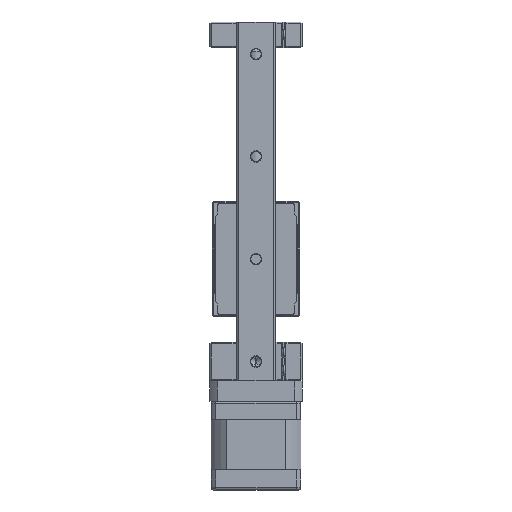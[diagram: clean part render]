
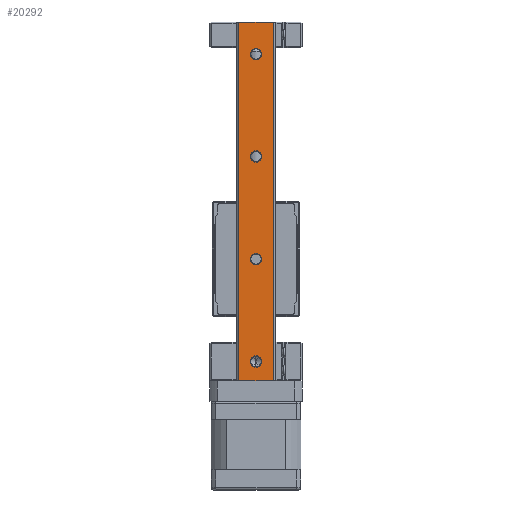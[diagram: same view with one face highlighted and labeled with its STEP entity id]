
A CAD part, front view. The second image highlights one B-rep face of the part: STEP entity #20292.
In plain terms, the highlighted planar face has unit normal (0, -1, 0).
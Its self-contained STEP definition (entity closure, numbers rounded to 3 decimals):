
#9 = ORIENTED_EDGE ( 'NONE', *, *, #22836, .T. ) ;
#168 = AXIS2_PLACEMENT_3D ( 'NONE', #41755, #13906, #46424 ) ;
#1805 = VERTEX_POINT ( 'NONE', #54615 ) ;
#2459 = ORIENTED_EDGE ( 'NONE', *, *, #39092, .F. ) ;
#2540 = LINE ( 'NONE', #25964, #17909 ) ;
#3027 = EDGE_CURVE ( 'NONE', #30517, #44441, #26627, .T. ) ;
#3039 = VERTEX_POINT ( 'NONE', #55719 ) ;
#3277 = VERTEX_POINT ( 'NONE', #42990 ) ;
#3367 = ORIENTED_EDGE ( 'NONE', *, *, #60230, .T. ) ;
#3778 = VERTEX_POINT ( 'NONE', #51652 ) ;
#3905 = CARTESIAN_POINT ( 'NONE',  ( 1.082, -17.885, 116. ) ) ;
#4534 = EDGE_CURVE ( 'NONE', #23868, #39513, #12766, .T. ) ;
#4988 = CARTESIAN_POINT ( 'NONE',  ( 1.082, -17.885, 116. ) ) ;
#5717 = CARTESIAN_POINT ( 'NONE',  ( 1.082, -17.885, 36. ) ) ;
#7392 = VERTEX_POINT ( 'NONE', #9997 ) ;
#8609 = DIRECTION ( 'NONE',  ( 1., 0., 0. ) ) ;
#9058 = DIRECTION ( 'NONE',  ( 0., 1., 0. ) ) ;
#9665 = DIRECTION ( 'NONE',  ( 1., 0., 0. ) ) ;
#9914 = LINE ( 'NONE', #57395, #44171 ) ;
#9997 = CARTESIAN_POINT ( 'NONE',  ( -1.168, -17.885, 116. ) ) ;
#10399 = DIRECTION ( 'NONE',  ( 1., 0., 0. ) ) ;
#10457 = ORIENTED_EDGE ( 'NONE', *, *, #47582, .T. ) ;
#10688 = EDGE_CURVE ( 'NONE', #16220, #1805, #9914, .T. ) ;
#11271 = FACE_BOUND ( 'NONE', #32738, .T. ) ;
#12670 = VECTOR ( 'NONE', #59261, 1000. ) ;
#12766 = LINE ( 'NONE', #19365, #36034 ) ;
#13906 = DIRECTION ( 'NONE',  ( 0., 1., 0. ) ) ;
#14497 = ORIENTED_EDGE ( 'NONE', *, *, #56008, .T. ) ;
#15037 = CARTESIAN_POINT ( 'NONE',  ( 1.082, -17.885, 156. ) ) ;
#15644 = CARTESIAN_POINT ( 'NONE',  ( 1.082, -17.885, 156. ) ) ;
#16220 = VERTEX_POINT ( 'NONE', #58438 ) ;
#17909 = VECTOR ( 'NONE', #58590, 1000. ) ;
#18390 = CARTESIAN_POINT ( 'NONE',  ( -1.168, -17.885, 156. ) ) ;
#18505 = AXIS2_PLACEMENT_3D ( 'NONE', #24328, #56951, #28997 ) ;
#18757 = CARTESIAN_POINT ( 'NONE',  ( 7.782, -17.885, 168.5 ) ) ;
#19166 = EDGE_CURVE ( 'NONE', #44441, #30517, #30316, .T. ) ;
#19217 = EDGE_LOOP ( 'NONE', ( #54068, #30548 ) ) ;
#19365 = CARTESIAN_POINT ( 'NONE',  ( -5.618, -17.885, 168.5 ) ) ;
#19727 = DIRECTION ( 'NONE',  ( 1., 0., 0. ) ) ;
#20034 = CARTESIAN_POINT ( 'NONE',  ( -5.618, -17.885, 168.5 ) ) ;
#20292 = ADVANCED_FACE ( 'NONE', ( #34562, #48421, #22227, #11271, #57935 ), #46509, .T. ) ;
#20294 = DIRECTION ( 'NONE',  ( 1., 0., 0. ) ) ;
#21154 = ORIENTED_EDGE ( 'NONE', *, *, #3027, .T. ) ;
#21965 = CARTESIAN_POINT ( 'NONE',  ( -5.618, -17.885, 168.5 ) ) ;
#22227 = FACE_OUTER_BOUND ( 'NONE', #28914, .T. ) ;
#22423 = ORIENTED_EDGE ( 'NONE', *, *, #19166, .T. ) ;
#22836 = EDGE_CURVE ( 'NONE', #7392, #3039, #54145, .T. ) ;
#23321 = DIRECTION ( 'NONE',  ( -1., 0., 0. ) ) ;
#23868 = VERTEX_POINT ( 'NONE', #18757 ) ;
#24281 = ORIENTED_EDGE ( 'NONE', *, *, #31210, .T. ) ;
#24328 = CARTESIAN_POINT ( 'NONE',  ( 1.082, -17.885, 76. ) ) ;
#24415 = AXIS2_PLACEMENT_3D ( 'NONE', #5717, #38260, #10399 ) ;
#25312 = EDGE_LOOP ( 'NONE', ( #3367, #10457 ) ) ;
#25964 = CARTESIAN_POINT ( 'NONE',  ( 7.782, -17.885, 168.5 ) ) ;
#26302 = AXIS2_PLACEMENT_3D ( 'NONE', #51225, #32484, #23321 ) ;
#26627 = CIRCLE ( 'NONE', #51737, 2.25 ) ;
#27816 = EDGE_CURVE ( 'NONE', #43833, #31342, #54077, .T. ) ;
#28914 = EDGE_LOOP ( 'NONE', ( #51002, #2459, #48924, #14497 ) ) ;
#28997 = DIRECTION ( 'NONE',  ( 1., 0., 0. ) ) ;
#29456 = DIRECTION ( 'NONE',  ( -1., 0., 0. ) ) ;
#29558 = EDGE_CURVE ( 'NONE', #31342, #43833, #54755, .T. ) ;
#30316 = CIRCLE ( 'NONE', #18505, 2.25 ) ;
#30517 = VERTEX_POINT ( 'NONE', #58777 ) ;
#30548 = ORIENTED_EDGE ( 'NONE', *, *, #27816, .T. ) ;
#31210 = EDGE_CURVE ( 'NONE', #3039, #7392, #57480, .T. ) ;
#31342 = VERTEX_POINT ( 'NONE', #18390 ) ;
#32484 = DIRECTION ( 'NONE',  ( 0., -1., 0. ) ) ;
#32738 = EDGE_LOOP ( 'NONE', ( #9, #24281 ) ) ;
#34562 = FACE_BOUND ( 'NONE', #35840, .T. ) ;
#35840 = EDGE_LOOP ( 'NONE', ( #21154, #22423 ) ) ;
#36034 = VECTOR ( 'NONE', #47206, 1000. ) ;
#36146 = CARTESIAN_POINT ( 'NONE',  ( 3.332, -17.885, 76. ) ) ;
#36477 = DIRECTION ( 'NONE',  ( 0., 1., 0. ) ) ;
#36936 = CARTESIAN_POINT ( 'NONE',  ( 1.082, -17.885, 76. ) ) ;
#37552 = DIRECTION ( 'NONE',  ( 0., 1., 0. ) ) ;
#38260 = DIRECTION ( 'NONE',  ( 0., 1., 0. ) ) ;
#38426 = AXIS2_PLACEMENT_3D ( 'NONE', #4988, #37552, #9665 ) ;
#39092 = EDGE_CURVE ( 'NONE', #23868, #16220, #2540, .T. ) ;
#39513 = VERTEX_POINT ( 'NONE', #20034 ) ;
#40188 = CIRCLE ( 'NONE', #168, 2.25 ) ;
#41616 = DIRECTION ( 'NONE',  ( 1., 0., 0. ) ) ;
#41755 = CARTESIAN_POINT ( 'NONE',  ( 1.082, -17.885, 36. ) ) ;
#42990 = CARTESIAN_POINT ( 'NONE',  ( -1.168, -17.885, 36. ) ) ;
#43729 = AXIS2_PLACEMENT_3D ( 'NONE', #15037, #47571, #19727 ) ;
#43833 = VERTEX_POINT ( 'NONE', #60090 ) ;
#43897 = CIRCLE ( 'NONE', #24415, 2.25 ) ;
#44171 = VECTOR ( 'NONE', #29456, 1000. ) ;
#44441 = VERTEX_POINT ( 'NONE', #36146 ) ;
#46424 = DIRECTION ( 'NONE',  ( 1., 0., 0. ) ) ;
#46509 = PLANE ( 'NONE',  #26302 ) ;
#46852 = LINE ( 'NONE', #21965, #12670 ) ;
#47206 = DIRECTION ( 'NONE',  ( -1., 0., 0. ) ) ;
#47571 = DIRECTION ( 'NONE',  ( 0., 1., 0. ) ) ;
#47582 = EDGE_CURVE ( 'NONE', #3778, #3277, #40188, .T. ) ;
#48157 = DIRECTION ( 'NONE',  ( 0., 1., 0. ) ) ;
#48421 = FACE_BOUND ( 'NONE', #25312, .T. ) ;
#48924 = ORIENTED_EDGE ( 'NONE', *, *, #4534, .T. ) ;
#51002 = ORIENTED_EDGE ( 'NONE', *, *, #10688, .F. ) ;
#51225 = CARTESIAN_POINT ( 'NONE',  ( -5.618, -17.885, 168.5 ) ) ;
#51652 = CARTESIAN_POINT ( 'NONE',  ( 3.332, -17.885, 36. ) ) ;
#51737 = AXIS2_PLACEMENT_3D ( 'NONE', #36936, #9058, #41616 ) ;
#54068 = ORIENTED_EDGE ( 'NONE', *, *, #29558, .T. ) ;
#54077 = CIRCLE ( 'NONE', #43729, 2.25 ) ;
#54145 = CIRCLE ( 'NONE', #38426, 2.25 ) ;
#54615 = CARTESIAN_POINT ( 'NONE',  ( -5.618, -17.885, 28.5 ) ) ;
#54755 = CIRCLE ( 'NONE', #56385, 2.25 ) ;
#55666 = AXIS2_PLACEMENT_3D ( 'NONE', #3905, #36477, #8609 ) ;
#55719 = CARTESIAN_POINT ( 'NONE',  ( 3.332, -17.885, 116. ) ) ;
#56008 = EDGE_CURVE ( 'NONE', #39513, #1805, #46852, .T. ) ;
#56385 = AXIS2_PLACEMENT_3D ( 'NONE', #15644, #48157, #20294 ) ;
#56951 = DIRECTION ( 'NONE',  ( 0., 1., 0. ) ) ;
#57395 = CARTESIAN_POINT ( 'NONE',  ( -5.618, -17.885, 28.5 ) ) ;
#57480 = CIRCLE ( 'NONE', #55666, 2.25 ) ;
#57935 = FACE_BOUND ( 'NONE', #19217, .T. ) ;
#58438 = CARTESIAN_POINT ( 'NONE',  ( 7.782, -17.885, 28.5 ) ) ;
#58590 = DIRECTION ( 'NONE',  ( 0., 0., -1. ) ) ;
#58777 = CARTESIAN_POINT ( 'NONE',  ( -1.168, -17.885, 76. ) ) ;
#59261 = DIRECTION ( 'NONE',  ( 0., 0., -1. ) ) ;
#60090 = CARTESIAN_POINT ( 'NONE',  ( 3.332, -17.885, 156. ) ) ;
#60230 = EDGE_CURVE ( 'NONE', #3277, #3778, #43897, .T. ) ;
